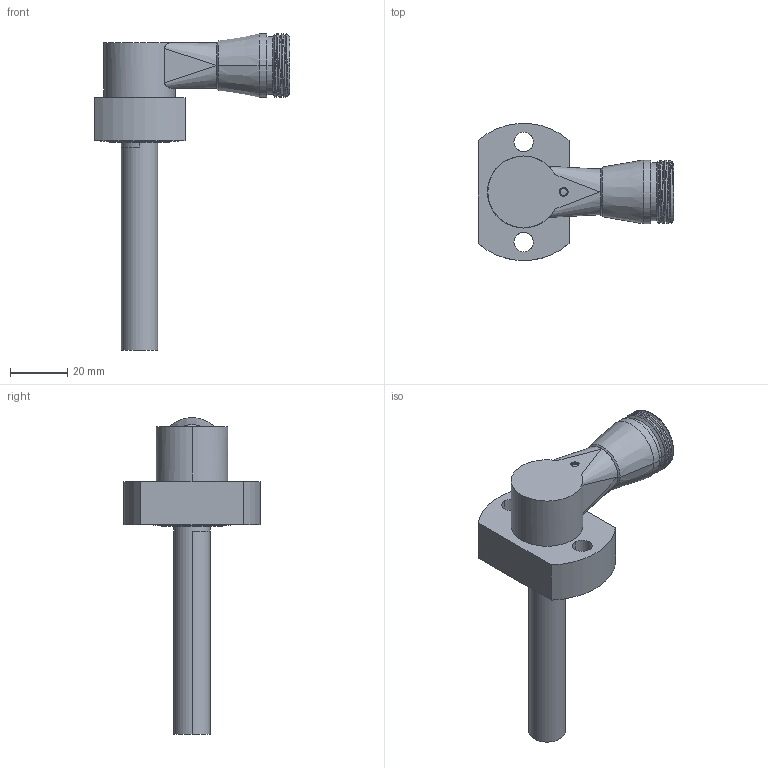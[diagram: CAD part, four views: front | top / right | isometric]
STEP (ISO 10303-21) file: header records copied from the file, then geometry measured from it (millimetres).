
FILE_DESCRIPTION((''),'2;1');
FILE_NAME('CADB056','2016-02-04T',('dburns'),(''),'PRO/ENGINEER BY PARAMETRIC TECHNOLOGY CORPORATION, 2015440','PRO/ENGINEER BY PARAMETRIC TECHNOLOGY CORPORATION, 2015440','');
FILE_SCHEMA(('CONFIG_CONTROL_DESIGN'));
Length unit declared in the file: inch
Products named in the file (1): CADB056
Bounding box: 68.39 x 47.85 x 110.61 mm (x, y, z)
Volume: 49018.8 mm3; surface area: 17569.6 mm2
Topology: 1 solids, 1 shells, 157 faces, 385 edges, 249 vertices
Faces by surface type: cylinder 72, plane 31, cone 30, torus 15, bspline 9
Entity records: 6699 total; most frequent: CARTESIAN_POINT 2926, DIRECTION 799, ORIENTED_EDGE 770, EDGE_CURVE 385, AXIS2_PLACEMENT_3D 336, VERTEX_POINT 249, CIRCLE 188, EDGE_LOOP 180
